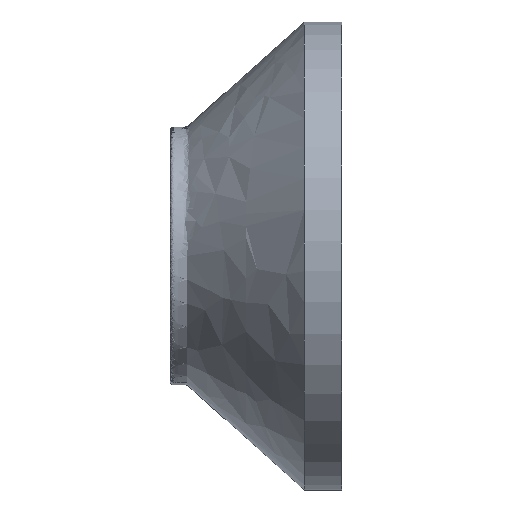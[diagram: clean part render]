
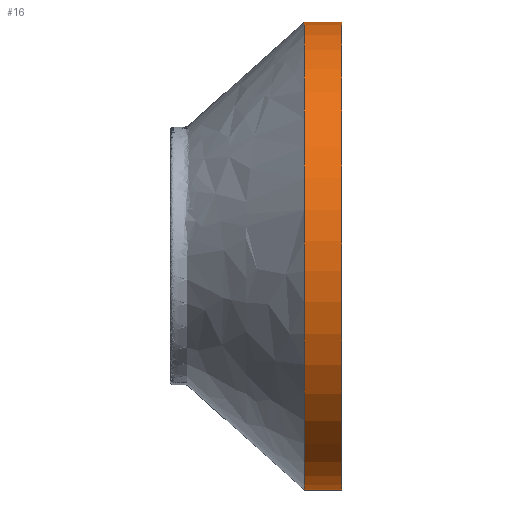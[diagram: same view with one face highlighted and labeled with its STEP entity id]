
A CAD part, front view. The second image highlights one B-rep face of the part: STEP entity #16.
In plain terms, the highlighted cylindrical face has radius 72.9 mm (diameter 145.8 mm), a partial arc.
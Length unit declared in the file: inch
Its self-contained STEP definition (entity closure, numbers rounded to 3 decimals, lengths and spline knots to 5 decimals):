
#16=ADVANCED_FACE('',(#24),#115,.T.);
#24=FACE_OUTER_BOUND('',#32,.T.);
#32=EDGE_LOOP('',(#46,#47,#48,#49));
#46=ORIENTED_EDGE('',*,*,#83,.T.);
#47=ORIENTED_EDGE('',*,*,#76,.F.);
#48=ORIENTED_EDGE('',*,*,#74,.F.);
#49=ORIENTED_EDGE('',*,*,#75,.T.);
#74=EDGE_CURVE('',#105,#104,#90,.T.);
#75=EDGE_CURVE('',#105,#108,#91,.T.);
#76=EDGE_CURVE('',#104,#109,#92,.T.);
#83=EDGE_CURVE('',#108,#109,#99,.T.);
#90=(
BOUNDED_CURVE()
B_SPLINE_CURVE(2,(#485,#486,#487),.UNSPECIFIED.,.F.,.F.)
B_SPLINE_CURVE_WITH_KNOTS((3,3),(8.38749,8.84726),
 .UNSPECIFIED.)
CURVE()
GEOMETRIC_REPRESENTATION_ITEM()
RATIONAL_B_SPLINE_CURVE((1.,1.,1.))
REPRESENTATION_ITEM('')
);
#91=(
BOUNDED_CURVE()
B_SPLINE_CURVE(2,(#488,#489,#490,#491,#492),.UNSPECIFIED.,.F.,.F.)
B_SPLINE_CURVE_WITH_KNOTS((3,2,3),(0.,4.50831,9.01662),
 .UNSPECIFIED.)
CURVE()
GEOMETRIC_REPRESENTATION_ITEM()
RATIONAL_B_SPLINE_CURVE((1.,0.707,1.,0.707,1.))
REPRESENTATION_ITEM('')
);
#92=(
BOUNDED_CURVE()
B_SPLINE_CURVE(2,(#493,#494,#495,#496,#497),.UNSPECIFIED.,.F.,.F.)
B_SPLINE_CURVE_WITH_KNOTS((3,2,3),(0.,4.50831,9.01662),
 .UNSPECIFIED.)
CURVE()
GEOMETRIC_REPRESENTATION_ITEM()
RATIONAL_B_SPLINE_CURVE((1.,0.707,1.,0.707,1.))
REPRESENTATION_ITEM('')
);
#99=(
BOUNDED_CURVE()
B_SPLINE_CURVE(2,(#544,#545,#546),.UNSPECIFIED.,.F.,.F.)
B_SPLINE_CURVE_WITH_KNOTS((3,3),(8.38749,8.84726),
 .UNSPECIFIED.)
CURVE()
GEOMETRIC_REPRESENTATION_ITEM()
RATIONAL_B_SPLINE_CURVE((1.,1.,1.))
REPRESENTATION_ITEM('')
);
#104=VERTEX_POINT('',#445);
#105=VERTEX_POINT('',#446);
#108=VERTEX_POINT('',#449);
#109=VERTEX_POINT('',#450);
#115=CYLINDRICAL_SURFACE('',#210,2.87008);
#210=AXIS2_PLACEMENT_3D('',#333,#219,$);
#219=DIRECTION('',(1.,0.,0.));
#333=CARTESIAN_POINT('',(9.47258,9.,0.));
#445=CARTESIAN_POINT('',(9.70246,9.,2.87008));
#446=CARTESIAN_POINT('',(9.2427,9.,2.87008));
#449=CARTESIAN_POINT('',(9.2427,9.,-2.87008));
#450=CARTESIAN_POINT('',(9.70246,9.,-2.87008));
#485=CARTESIAN_POINT('',(9.2427,9.,2.87008));
#486=CARTESIAN_POINT('',(9.47258,9.,2.87008));
#487=CARTESIAN_POINT('',(9.70246,9.,2.87008));
#488=CARTESIAN_POINT('',(9.2427,9.,2.87008));
#489=CARTESIAN_POINT('',(9.2427,6.12992,2.87008));
#490=CARTESIAN_POINT('',(9.2427,6.12992,0.));
#491=CARTESIAN_POINT('',(9.2427,6.12992,-2.87008));
#492=CARTESIAN_POINT('',(9.2427,9.,-2.87008));
#493=CARTESIAN_POINT('',(9.70246,9.,2.87008));
#494=CARTESIAN_POINT('',(9.70246,6.12992,2.87008));
#495=CARTESIAN_POINT('',(9.70246,6.12992,0.));
#496=CARTESIAN_POINT('',(9.70246,6.12992,-2.87008));
#497=CARTESIAN_POINT('',(9.70246,9.,-2.87008));
#544=CARTESIAN_POINT('',(9.2427,9.,-2.87008));
#545=CARTESIAN_POINT('',(9.47258,9.,-2.87008));
#546=CARTESIAN_POINT('',(9.70246,9.,-2.87008));
